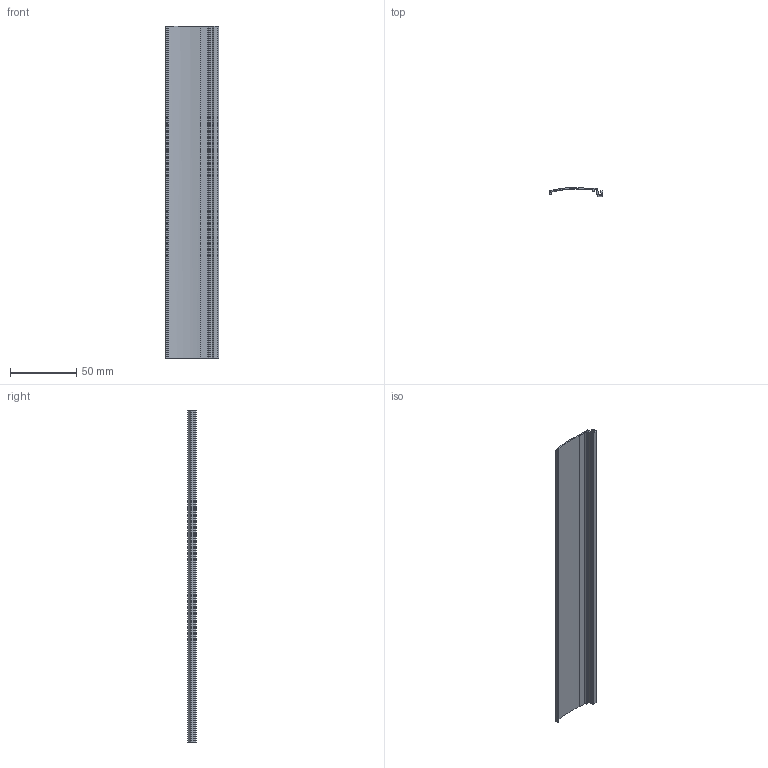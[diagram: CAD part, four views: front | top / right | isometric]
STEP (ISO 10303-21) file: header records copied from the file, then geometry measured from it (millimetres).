
FILE_DESCRIPTION((''),'2;1');
FILE_NAME('DM_CAD-2106','2015-04-29T',('Creinig-se'),(''),'PRO/ENGINEER BY PARAMETRIC TECHNOLOGY CORPORATION, 2013050','PRO/ENGINEER BY PARAMETRIC TECHNOLOGY CORPORATION, 2013050','');
FILE_SCHEMA(('CONFIG_CONTROL_DESIGN'));
Length unit declared in the file: millimetre
Products named in the file (1): DM_CAD-2106
Bounding box: 40 x 6.44 x 250 mm (x, y, z)
Volume: 12646.7 mm3; surface area: 26035.7 mm2
Topology: 1 solids, 1 shells, 52 faces, 154 edges, 104 vertices
Faces by surface type: cylinder 26, plane 26
Entity records: 2318 total; most frequent: CARTESIAN_POINT 354, ORIENTED_EDGE 308, DIRECTION 292, PRESENTATION_STYLE_ASSIGNMENT 155, STYLED_ITEM 155, CURVE_STYLE 154, EDGE_CURVE 154, VERTEX_POINT 104
